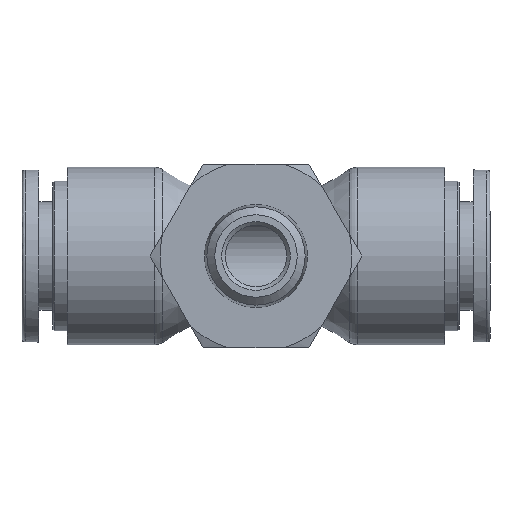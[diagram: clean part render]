
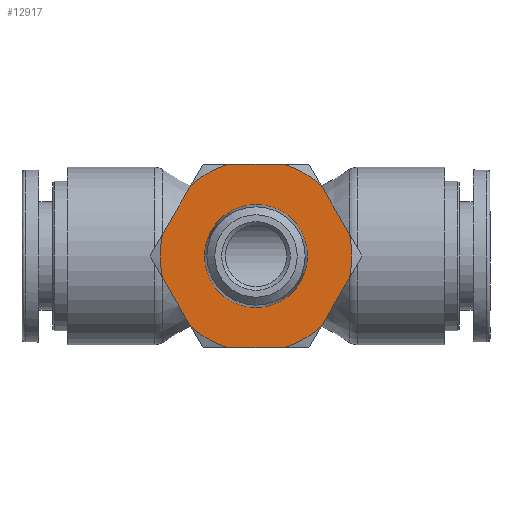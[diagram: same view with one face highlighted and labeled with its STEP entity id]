
A CAD part, front view. The second image highlights one B-rep face of the part: STEP entity #12917.
In plain terms, the highlighted face is planar.
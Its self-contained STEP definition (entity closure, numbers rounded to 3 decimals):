
#12580=CARTESIAN_POINT('',(-24.45,-12.241,2.799));
#12581=VERTEX_POINT('',#12580);
#12597=CARTESIAN_POINT('',(-24.45,-12.241,-2.799));
#12598=VERTEX_POINT('',#12597);
#12599=CARTESIAN_POINT('',(-24.45,0.,0.0));
#12600=DIRECTION('',(-1.0,0.0,0.0));
#12601=DIRECTION('',(0.0,1.0,0.0));
#12602=AXIS2_PLACEMENT_3D('',#12599,#12600,#12601);
#12603=CIRCLE('',#12602,12.556);
#12604=EDGE_CURVE('',#12598,#12581,#12603,.T.);
#12629=CARTESIAN_POINT('',(-24.45,-8.544,9.201));
#12630=VERTEX_POINT('',#12629);
#12644=CARTESIAN_POINT('',(-24.45,-3.696,12.0));
#12645=VERTEX_POINT('',#12644);
#12659=CARTESIAN_POINT('',(-24.45,0.,0.0));
#12660=DIRECTION('',(-1.0,0.0,0.0));
#12661=DIRECTION('',(0.0,1.0,0.0));
#12662=AXIS2_PLACEMENT_3D('',#12659,#12660,#12661);
#12663=CIRCLE('',#12662,12.556);
#12664=EDGE_CURVE('',#12630,#12645,#12663,.T.);
#12676=CARTESIAN_POINT('',(-24.45,3.696,12.));
#12677=VERTEX_POINT('',#12676);
#12691=CARTESIAN_POINT('',(-24.45,8.544,9.201));
#12692=VERTEX_POINT('',#12691);
#12706=CARTESIAN_POINT('',(-24.45,0.,0.0));
#12707=DIRECTION('',(-1.0,0.0,0.0));
#12708=DIRECTION('',(0.0,1.0,0.0));
#12709=AXIS2_PLACEMENT_3D('',#12706,#12707,#12708);
#12710=CIRCLE('',#12709,12.556);
#12711=EDGE_CURVE('',#12677,#12692,#12710,.T.);
#12721=CARTESIAN_POINT('',(-24.45,-8.544,-9.201));
#12722=VERTEX_POINT('',#12721);
#12738=CARTESIAN_POINT('',(-24.45,-3.696,-12.0));
#12739=VERTEX_POINT('',#12738);
#12740=CARTESIAN_POINT('',(-24.45,0.,0.0));
#12741=DIRECTION('',(-1.0,0.0,0.0));
#12742=DIRECTION('',(0.0,1.0,0.0));
#12743=AXIS2_PLACEMENT_3D('',#12740,#12741,#12742);
#12744=CIRCLE('',#12743,12.556);
#12745=EDGE_CURVE('',#12739,#12722,#12744,.T.);
#12768=CARTESIAN_POINT('',(-24.45,3.696,-12.));
#12769=VERTEX_POINT('',#12768);
#12785=CARTESIAN_POINT('',(-24.45,8.544,-9.201));
#12786=VERTEX_POINT('',#12785);
#12787=CARTESIAN_POINT('',(-24.45,0.,0.0));
#12788=DIRECTION('',(-1.0,0.0,0.0));
#12789=DIRECTION('',(0.0,1.0,0.0));
#12790=AXIS2_PLACEMENT_3D('',#12787,#12788,#12789);
#12791=CIRCLE('',#12790,12.556);
#12792=EDGE_CURVE('',#12786,#12769,#12791,.T.);
#12817=CARTESIAN_POINT('',(-24.45,12.241,2.799));
#12818=VERTEX_POINT('',#12817);
#12832=CARTESIAN_POINT('',(-24.45,12.241,-2.799));
#12833=VERTEX_POINT('',#12832);
#12847=CARTESIAN_POINT('',(-24.45,0.,0.0));
#12848=DIRECTION('',(-1.0,0.0,0.0));
#12849=DIRECTION('',(0.0,1.0,0.0));
#12850=AXIS2_PLACEMENT_3D('',#12847,#12848,#12849);
#12851=CIRCLE('',#12850,12.556);
#12852=EDGE_CURVE('',#12818,#12833,#12851,.T.);
#12857=CARTESIAN_POINT('',(-24.45,9.367,0.0));
#12858=DIRECTION('',(-1.0,0.0,0.0));
#12859=DIRECTION('',(0.0,0.0,1.0));
#12860=AXIS2_PLACEMENT_3D('',#12857,#12858,#12859);
#12861=PLANE('',#12860);
#12862=ORIENTED_EDGE('',*,*,#12852,.T.);
#12863=CARTESIAN_POINT('',(-24.45,8.544,-9.201));
#12864=DIRECTION('',(0.0,0.5,0.866));
#12865=VECTOR('',#12864,7.393);
#12866=LINE('',#12863,#12865);
#12867=EDGE_CURVE('',#12786,#12833,#12866,.T.);
#12868=ORIENTED_EDGE('',*,*,#12867,.F.);
#12869=ORIENTED_EDGE('',*,*,#12792,.T.);
#12870=CARTESIAN_POINT('',(-24.45,-3.696,-12.));
#12871=DIRECTION('',(0.0,1.0,0.0));
#12872=VECTOR('',#12871,7.393);
#12873=LINE('',#12870,#12872);
#12874=EDGE_CURVE('',#12739,#12769,#12873,.T.);
#12875=ORIENTED_EDGE('',*,*,#12874,.F.);
#12876=ORIENTED_EDGE('',*,*,#12745,.T.);
#12877=CARTESIAN_POINT('',(-24.45,-12.241,-2.799));
#12878=DIRECTION('',(0.0,0.5,-0.866));
#12879=VECTOR('',#12878,7.393);
#12880=LINE('',#12877,#12879);
#12881=EDGE_CURVE('',#12598,#12722,#12880,.T.);
#12882=ORIENTED_EDGE('',*,*,#12881,.F.);
#12883=ORIENTED_EDGE('',*,*,#12604,.T.);
#12884=CARTESIAN_POINT('',(-24.45,-8.544,9.201));
#12885=DIRECTION('',(0.0,-0.5,-0.866));
#12886=VECTOR('',#12885,7.393);
#12887=LINE('',#12884,#12886);
#12888=EDGE_CURVE('',#12630,#12581,#12887,.T.);
#12889=ORIENTED_EDGE('',*,*,#12888,.F.);
#12890=ORIENTED_EDGE('',*,*,#12664,.T.);
#12891=CARTESIAN_POINT('',(-24.45,3.696,12.));
#12892=DIRECTION('',(0.0,-1.0,0.0));
#12893=VECTOR('',#12892,7.393);
#12894=LINE('',#12891,#12893);
#12895=EDGE_CURVE('',#12677,#12645,#12894,.T.);
#12896=ORIENTED_EDGE('',*,*,#12895,.F.);
#12897=ORIENTED_EDGE('',*,*,#12711,.T.);
#12898=CARTESIAN_POINT('',(-24.45,12.241,2.799));
#12899=DIRECTION('',(0.0,-0.5,0.866));
#12900=VECTOR('',#12899,7.393);
#12901=LINE('',#12898,#12900);
#12902=EDGE_CURVE('',#12818,#12692,#12901,.T.);
#12903=ORIENTED_EDGE('',*,*,#12902,.F.);
#12904=EDGE_LOOP('',(#12862,#12868,#12869,#12875,#12876,#12882,#12883,#12889,#12890,#12896,#12897,#12903));
#12905=FACE_OUTER_BOUND('',#12904,.T.);
#12906=CARTESIAN_POINT('',(-24.45,6.734,0.0));
#12907=VERTEX_POINT('',#12906);
#12908=CARTESIAN_POINT('',(-24.45,0.,0.0));
#12909=DIRECTION('',(1.0,0.0,0.0));
#12910=DIRECTION('',(0.0,1.0,0.0));
#12911=AXIS2_PLACEMENT_3D('',#12908,#12909,#12910);
#12912=CIRCLE('',#12911,6.735);
#12913=EDGE_CURVE('',#12907,#12907,#12912,.T.);
#12914=ORIENTED_EDGE('',*,*,#12913,.T.);
#12915=EDGE_LOOP('',(#12914));
#12916=FACE_BOUND('',#12915,.T.);
#12917=ADVANCED_FACE('',(#12905,#12916),#12861,.T.);
